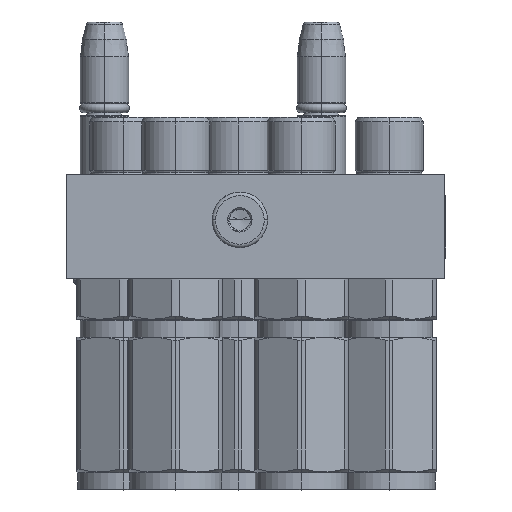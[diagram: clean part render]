
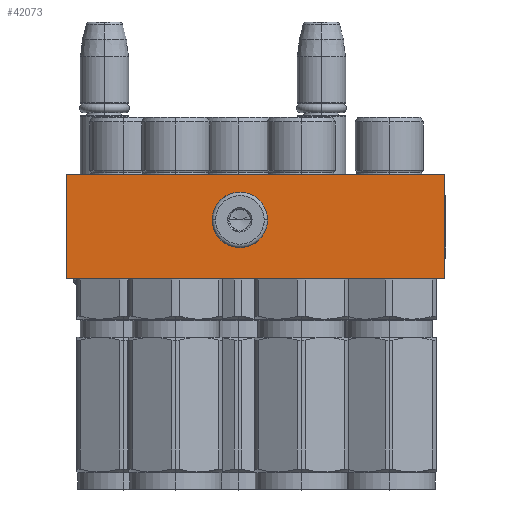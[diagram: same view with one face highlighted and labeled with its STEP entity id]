
A CAD part, front view. The second image highlights one B-rep face of the part: STEP entity #42073.
In plain terms, the highlighted face is planar.
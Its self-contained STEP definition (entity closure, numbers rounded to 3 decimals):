
#408 = CARTESIAN_POINT ( 'NONE',  ( 0.72, 13., -50. ) ) ;
#843 = LINE ( 'NONE', #12376, #19251 ) ;
#885 = VERTEX_POINT ( 'NONE', #408 ) ;
#2804 = CARTESIAN_POINT ( 'NONE',  ( 54.5, 0., -50. ) ) ;
#2847 = ORIENTED_EDGE ( 'NONE', *, *, #24428, .T. ) ;
#2981 = CARTESIAN_POINT ( 'NONE',  ( 0.719, 12.654, -50. ) ) ;
#3144 = CARTESIAN_POINT ( 'NONE',  ( 0.446, 11.321, -50. ) ) ;
#3684 = ORIENTED_EDGE ( 'NONE', *, *, #21308, .F. ) ;
#4054 = DIRECTION ( 'NONE',  ( -1., 0., 0. ) ) ;
#4878 = VERTEX_POINT ( 'NONE', #10289 ) ;
#5165 = CARTESIAN_POINT ( 'NONE',  ( 0.711, 13.344, -50. ) ) ;
#5222 = LINE ( 'NONE', #7751, #47459 ) ;
#5483 = CARTESIAN_POINT ( 'NONE',  ( -3.135, 18.085, -50. ) ) ;
#5754 = VERTEX_POINT ( 'NONE', #47433 ) ;
#5832 = CARTESIAN_POINT ( 'NONE',  ( -9.72, 13., -50. ) ) ;
#6649 = EDGE_CURVE ( 'NONE', #25565, #885, #21084, .T. ) ;
#7257 = CARTESIAN_POINT ( 'NONE',  ( 0.72, 13., -50. ) ) ;
#7537 = EDGE_LOOP ( 'NONE', ( #14749, #36972, #22782 ) ) ;
#7751 = CARTESIAN_POINT ( 'NONE',  ( 54.5, 30., -50. ) ) ;
#7799 = CARTESIAN_POINT ( 'NONE',  ( -9.454, 11.319, -50. ) ) ;
#8157 = PLANE ( 'NONE',  #11475 ) ;
#9252 = CARTESIAN_POINT ( 'NONE',  ( -9.719, 13.346, -50. ) ) ;
#9763 = CARTESIAN_POINT ( 'NONE',  ( -1.87, 17.56, -50. ) ) ;
#10031 = LINE ( 'NONE', #2804, #18636 ) ;
#10289 = CARTESIAN_POINT ( 'NONE',  ( -54.5, 0., -50. ) ) ;
#10910 = VERTEX_POINT ( 'NONE', #21680 ) ;
#11475 = AXIS2_PLACEMENT_3D ( 'NONE', #31755, #31421, #4054 ) ;
#11771 = CARTESIAN_POINT ( 'NONE',  ( -9.72, 12.827, -50. ) ) ;
#12376 = CARTESIAN_POINT ( 'NONE',  ( -54.5, 0., -50. ) ) ;
#13389 = CARTESIAN_POINT ( 'NONE',  ( 0.061, 15.63, -50. ) ) ;
#13557 = CARTESIAN_POINT ( 'NONE',  ( -9.586, 14.185, -50. ) ) ;
#14556 = EDGE_CURVE ( 'NONE', #10910, #25565, #22752, .T. ) ;
#14749 = ORIENTED_EDGE ( 'NONE', *, *, #14556, .T. ) ;
#14802 = CARTESIAN_POINT ( 'NONE',  ( -3.815, 7.78, -50. ) ) ;
#15357 = CARTESIAN_POINT ( 'NONE',  ( -9.678, 12.317, -50. ) ) ;
#15879 = CARTESIAN_POINT ( 'NONE',  ( -9.061, 10.37, -50. ) ) ;
#16637 = CARTESIAN_POINT ( 'NONE',  ( 0.72, 13., -50. ) ) ;
#16968 = CARTESIAN_POINT ( 'NONE',  ( 0.678, 13.683, -50. ) ) ;
#17388 = B_SPLINE_CURVE_WITH_KNOTS ( 'NONE', 3,
 ( #16637, #40405, #5165, #16968, #44326, #20921, #44827, #13389, #17812, #37338, #9763, #5483, #48902, #32686, #37003, #48396, #24840, #21246, #21089, #40573, #25175, #25512, #13557, #44480, #9252, #5832 ),
 .UNSPECIFIED., .F., .F.,
 ( 4, 2, 2, 2, 2, 2, 2, 2, 2, 2, 2, 2, 4 ),
 ( 0., 0.031, 0.062, 0.125, 0.25, 0.375, 0.5, 0.625, 0.75, 0.875, 0.906, 0.937, 1. ),
 .UNSPECIFIED. ) ;
#17812 = CARTESIAN_POINT ( 'NONE',  ( -0.325, 16.207, -50. ) ) ;
#18636 = VECTOR ( 'NONE', #49164, 1000. ) ;
#19251 = VECTOR ( 'NONE', #27581, 1000. ) ;
#19267 = DIRECTION ( 'NONE',  ( -1., 0., 0. ) ) ;
#19635 = CARTESIAN_POINT ( 'NONE',  ( -9.72, 13., -50. ) ) ;
#19958 = CARTESIAN_POINT ( 'NONE',  ( -8.675, 9.793, -50. ) ) ;
#20316 = FACE_BOUND ( 'NONE', #7537, .T. ) ;
#20921 = CARTESIAN_POINT ( 'NONE',  ( 0.553, 14.354, -50. ) ) ;
#21084 = B_SPLINE_CURVE_WITH_KNOTS ( 'NONE', 3,
 ( #26284, #14802, #49505, #49847, #22177, #26621, #30691, #42186, #3144, #38426, #26457, #30177, #2981, #7257 ),
 .UNSPECIFIED., .F., .F.,
 ( 4, 2, 2, 2, 2, 2, 4 ),
 ( 0.5, 0.625, 0.75, 0.875, 0.906, 0.938, 1. ),
 .UNSPECIFIED. ) ;
#21089 = CARTESIAN_POINT ( 'NONE',  ( -9.061, 15.629, -50. ) ) ;
#21246 = CARTESIAN_POINT ( 'NONE',  ( -8.675, 16.207, -50. ) ) ;
#21308 = EDGE_CURVE ( 'NONE', #5754, #35856, #10031, .T. ) ;
#21680 = CARTESIAN_POINT ( 'NONE',  ( -9.72, 13., -50. ) ) ;
#22064 = CARTESIAN_POINT ( 'NONE',  ( 54.5, 30., -50. ) ) ;
#22177 = CARTESIAN_POINT ( 'NONE',  ( -1.293, 8.825, -50. ) ) ;
#22752 = B_SPLINE_CURVE_WITH_KNOTS ( 'NONE', 3,
 ( #19635, #11771, #47135, #15357, #38813, #46810, #7799, #15879, #19958, #27492, #47306, #35531, #31239, #23902 ),
 .UNSPECIFIED., .F., .F.,
 ( 4, 2, 2, 2, 2, 2, 4 ),
 ( 0., 0.031, 0.063, 0.125, 0.25, 0.375, 0.5 ),
 .UNSPECIFIED. ) ;
#22782 = ORIENTED_EDGE ( 'NONE', *, *, #39518, .T. ) ;
#23902 = CARTESIAN_POINT ( 'NONE',  ( -4.5, 7.78, -50. ) ) ;
#24428 = EDGE_CURVE ( 'NONE', #5754, #4878, #37207, .T. ) ;
#24840 = CARTESIAN_POINT ( 'NONE',  ( -7.707, 17.175, -50. ) ) ;
#25175 = CARTESIAN_POINT ( 'NONE',  ( -9.446, 14.679, -50. ) ) ;
#25512 = CARTESIAN_POINT ( 'NONE',  ( -9.545, 14.353, -50. ) ) ;
#25565 = VERTEX_POINT ( 'NONE', #37893 ) ;
#25985 = ORIENTED_EDGE ( 'NONE', *, *, #43612, .T. ) ;
#26284 = CARTESIAN_POINT ( 'NONE',  ( -4.5, 7.78, -50. ) ) ;
#26457 = CARTESIAN_POINT ( 'NONE',  ( 0.586, 11.815, -50. ) ) ;
#26621 = CARTESIAN_POINT ( 'NONE',  ( -0.325, 9.793, -50. ) ) ;
#27492 = CARTESIAN_POINT ( 'NONE',  ( -7.707, 8.825, -50. ) ) ;
#27581 = DIRECTION ( 'NONE',  ( 0., 1., 0. ) ) ;
#30177 = CARTESIAN_POINT ( 'NONE',  ( 0.686, 12.315, -50. ) ) ;
#30691 = CARTESIAN_POINT ( 'NONE',  ( 0.061, 10.371, -50. ) ) ;
#31113 = CARTESIAN_POINT ( 'NONE',  ( 54.5, 0., -50. ) ) ;
#31239 = CARTESIAN_POINT ( 'NONE',  ( -5.185, 7.78, -50. ) ) ;
#31421 = DIRECTION ( 'NONE',  ( 0., 0., -1. ) ) ;
#31755 = CARTESIAN_POINT ( 'NONE',  ( 54.5, 0., -50. ) ) ;
#31790 = CARTESIAN_POINT ( 'NONE',  ( -54.5, 30., -50. ) ) ;
#32686 = CARTESIAN_POINT ( 'NONE',  ( -5.185, 18.22, -50. ) ) ;
#35531 = CARTESIAN_POINT ( 'NONE',  ( -5.865, 7.915, -50. ) ) ;
#35856 = VERTEX_POINT ( 'NONE', #22064 ) ;
#36972 = ORIENTED_EDGE ( 'NONE', *, *, #6649, .T. ) ;
#37003 = CARTESIAN_POINT ( 'NONE',  ( -5.865, 18.084, -50. ) ) ;
#37207 = LINE ( 'NONE', #31113, #41461 ) ;
#37338 = CARTESIAN_POINT ( 'NONE',  ( -1.293, 17.175, -50. ) ) ;
#37893 = CARTESIAN_POINT ( 'NONE',  ( -4.5, 7.78, -50. ) ) ;
#38426 = CARTESIAN_POINT ( 'NONE',  ( 0.545, 11.647, -50. ) ) ;
#38813 = CARTESIAN_POINT ( 'NONE',  ( -9.653, 12.15, -50. ) ) ;
#39518 = EDGE_CURVE ( 'NONE', #885, #10910, #17388, .T. ) ;
#40405 = CARTESIAN_POINT ( 'NONE',  ( 0.72, 13.173, -50. ) ) ;
#40573 = CARTESIAN_POINT ( 'NONE',  ( -9.388, 14.84, -50. ) ) ;
#41461 = VECTOR ( 'NONE', #43435, 1000. ) ;
#42073 = ADVANCED_FACE ( 'NONE', ( #20316, #49025 ), #8157, .T. ) ;
#42186 = CARTESIAN_POINT ( 'NONE',  ( 0.388, 11.16, -50. ) ) ;
#42523 = EDGE_CURVE ( 'NONE', #35856, #47235, #5222, .T. ) ;
#43435 = DIRECTION ( 'NONE',  ( -1., 0., 0. ) ) ;
#43612 = EDGE_CURVE ( 'NONE', #4878, #47235, #843, .T. ) ;
#44014 = EDGE_LOOP ( 'NONE', ( #25985, #47593, #3684, #2847 ) ) ;
#44326 = CARTESIAN_POINT ( 'NONE',  ( 0.653, 13.85, -50. ) ) ;
#44480 = CARTESIAN_POINT ( 'NONE',  ( -9.686, 13.685, -50. ) ) ;
#44827 = CARTESIAN_POINT ( 'NONE',  ( 0.454, 14.681, -50. ) ) ;
#46810 = CARTESIAN_POINT ( 'NONE',  ( -9.553, 11.646, -50. ) ) ;
#47135 = CARTESIAN_POINT ( 'NONE',  ( -9.711, 12.656, -50. ) ) ;
#47235 = VERTEX_POINT ( 'NONE', #31790 ) ;
#47306 = CARTESIAN_POINT ( 'NONE',  ( -7.13, 8.44, -50. ) ) ;
#47433 = CARTESIAN_POINT ( 'NONE',  ( 54.5, 0., -50. ) ) ;
#47459 = VECTOR ( 'NONE', #19267, 1000. ) ;
#47593 = ORIENTED_EDGE ( 'NONE', *, *, #42523, .F. ) ;
#48396 = CARTESIAN_POINT ( 'NONE',  ( -7.13, 17.561, -50. ) ) ;
#48902 = CARTESIAN_POINT ( 'NONE',  ( -3.815, 18.22, -50. ) ) ;
#49025 = FACE_OUTER_BOUND ( 'NONE', #44014, .T. ) ;
#49164 = DIRECTION ( 'NONE',  ( 0., 1., 0. ) ) ;
#49505 = CARTESIAN_POINT ( 'NONE',  ( -3.135, 7.916, -50. ) ) ;
#49847 = CARTESIAN_POINT ( 'NONE',  ( -1.87, 8.439, -50. ) ) ;
